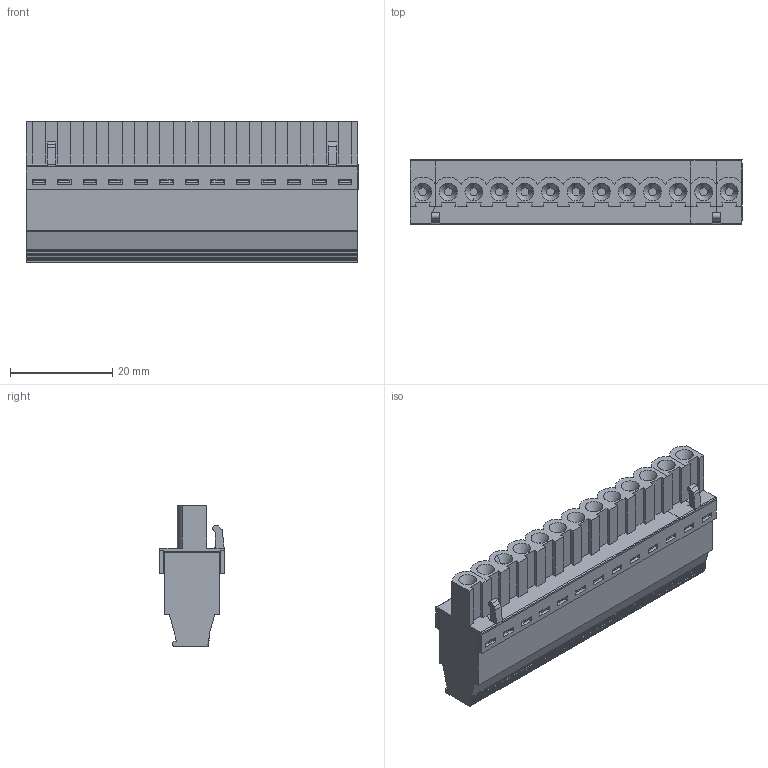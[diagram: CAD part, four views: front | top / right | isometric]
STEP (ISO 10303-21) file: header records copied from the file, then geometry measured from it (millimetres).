
FILE_DESCRIPTION(('STEP AP214'),'1');
FILE_NAME('SV13-5-P.stp','2020-03-24T10:41:43',(' '),(' '),'Spatial InterOp 3D',' ',' ');
FILE_SCHEMA(('AUTOMOTIVE_DESIGN { 1 0 10303 214 1 1 1 1 }'));
Length unit declared in the file: metre
Products named in the file (1): 1
Bounding box: 65 x 12.59 x 27.6 mm (x, y, z)
Volume: 14623 mm3; surface area: 7849.2 mm2
Topology: 1 solids, 1 shells, 782 faces, 1964 edges, 1301 vertices
Faces by surface type: plane 629, cylinder 126, cone 27
Full cylindrical faces by diameter (mm): 1.588 x12, 2.6 x13, 2.829 x13, 3.474 x1, 3.8 x13, 3.97 x13
Entity records: 28349 total; most frequent: CARTESIAN_POINT 3979, DIRECTION 3613, ORIENTED_EDGE 3596, EDGE_CURVE 1798, LINE 1471, VECTOR 1471, VERTEX_POINT 1225, AXIS2_PLACEMENT_3D 1071
